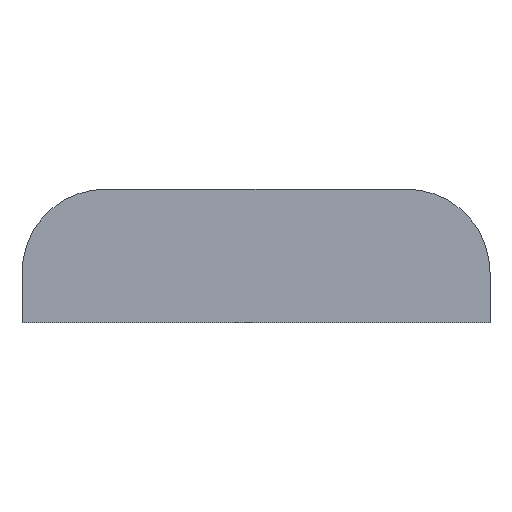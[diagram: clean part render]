
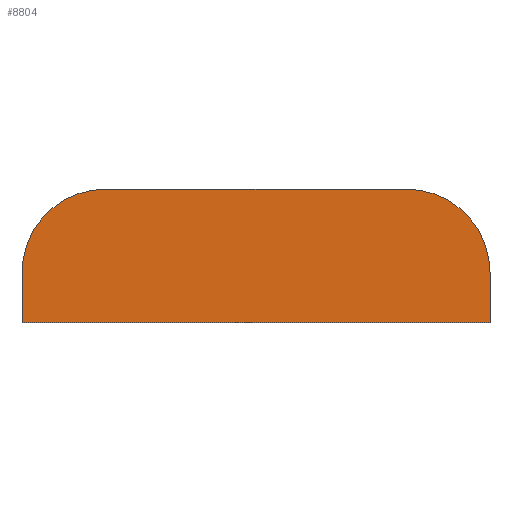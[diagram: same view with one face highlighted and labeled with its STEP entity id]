
A CAD part, top view. The second image highlights one B-rep face of the part: STEP entity #8804.
In plain terms, the highlighted planar face has unit normal (0, 0, 1).
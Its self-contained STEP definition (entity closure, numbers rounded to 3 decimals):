
#8607 = VERTEX_POINT('',#8608);
#8608 = CARTESIAN_POINT('',(216.7,-63.15,1.6));
#8614 = EDGE_CURVE('',#8607,#8615,#8617,.T.);
#8615 = VERTEX_POINT('',#8616);
#8616 = CARTESIAN_POINT('',(226.7,-73.15,1.6));
#8617 = CIRCLE('',#8618,10.);
#8618 = AXIS2_PLACEMENT_3D('',#8619,#8620,#8621);
#8619 = CARTESIAN_POINT('',(216.7,-73.15,1.6));
#8620 = DIRECTION('',(0.,0.,-1.));
#8621 = DIRECTION('',(0.,1.,0.));
#8647 = EDGE_CURVE('',#8615,#8648,#8650,.T.);
#8648 = VERTEX_POINT('',#8649);
#8649 = CARTESIAN_POINT('',(226.7,-79.15,1.6));
#8650 = LINE('',#8651,#8652);
#8651 = CARTESIAN_POINT('',(226.7,-73.15,1.6));
#8652 = VECTOR('',#8653,1.);
#8653 = DIRECTION('',(0.,-1.,0.));
#8678 = EDGE_CURVE('',#8648,#8679,#8681,.T.);
#8679 = VERTEX_POINT('',#8680);
#8680 = CARTESIAN_POINT('',(170.7,-79.15,1.6));
#8681 = LINE('',#8682,#8683);
#8682 = CARTESIAN_POINT('',(226.7,-79.15,1.6));
#8683 = VECTOR('',#8684,1.);
#8684 = DIRECTION('',(-1.,0.,0.));
#8709 = EDGE_CURVE('',#8679,#8710,#8712,.T.);
#8710 = VERTEX_POINT('',#8711);
#8711 = CARTESIAN_POINT('',(170.7,-73.15,1.6));
#8712 = LINE('',#8713,#8714);
#8713 = CARTESIAN_POINT('',(170.7,-79.15,1.6));
#8714 = VECTOR('',#8715,1.);
#8715 = DIRECTION('',(0.,1.,0.));
#8740 = EDGE_CURVE('',#8710,#8741,#8743,.T.);
#8741 = VERTEX_POINT('',#8742);
#8742 = CARTESIAN_POINT('',(180.7,-63.15,1.6));
#8743 = CIRCLE('',#8744,10.);
#8744 = AXIS2_PLACEMENT_3D('',#8745,#8746,#8747);
#8745 = CARTESIAN_POINT('',(180.7,-73.15,1.6));
#8746 = DIRECTION('',(0.,0.,-1.));
#8747 = DIRECTION('',(-1.,0.,-0.));
#8773 = EDGE_CURVE('',#8741,#8607,#8774,.T.);
#8774 = LINE('',#8775,#8776);
#8775 = CARTESIAN_POINT('',(180.7,-63.15,1.6));
#8776 = VECTOR('',#8777,1.);
#8777 = DIRECTION('',(1.,0.,0.));
#8804 = ADVANCED_FACE('',(#8805),#8813,.T.);
#8805 = FACE_BOUND('',#8806,.F.);
#8806 = EDGE_LOOP('',(#8807,#8808,#8809,#8810,#8811,#8812));
#8807 = ORIENTED_EDGE('',*,*,#8614,.T.);
#8808 = ORIENTED_EDGE('',*,*,#8647,.T.);
#8809 = ORIENTED_EDGE('',*,*,#8678,.T.);
#8810 = ORIENTED_EDGE('',*,*,#8709,.T.);
#8811 = ORIENTED_EDGE('',*,*,#8740,.T.);
#8812 = ORIENTED_EDGE('',*,*,#8773,.T.);
#8813 = PLANE('',#8814);
#8814 = AXIS2_PLACEMENT_3D('',#8815,#8816,#8817);
#8815 = CARTESIAN_POINT('',(0.,0.,1.6));
#8816 = DIRECTION('',(0.,0.,1.));
#8817 = DIRECTION('',(1.,0.,-0.));
